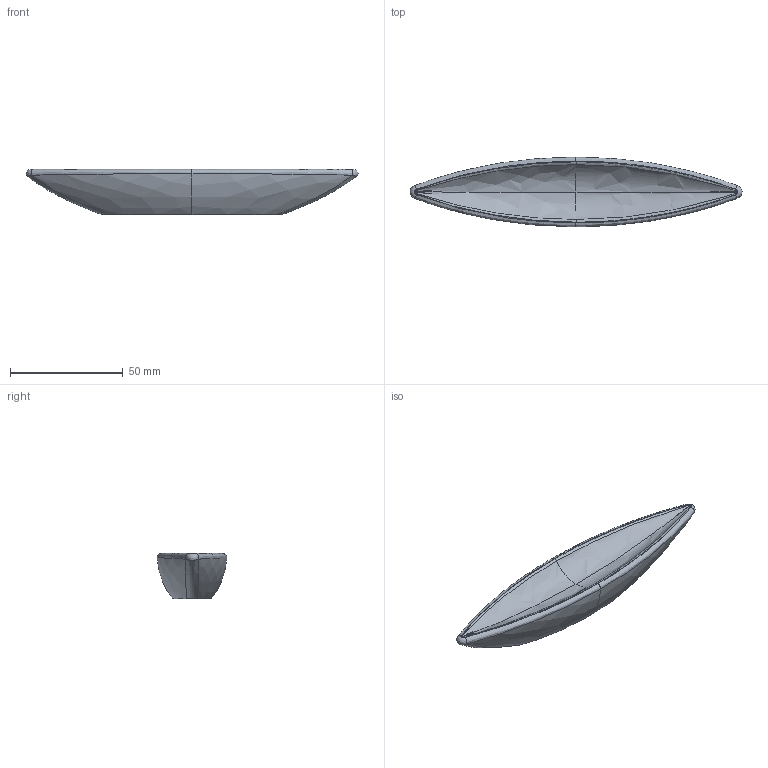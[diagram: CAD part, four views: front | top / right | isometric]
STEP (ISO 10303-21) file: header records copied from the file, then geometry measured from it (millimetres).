
FILE_DESCRIPTION(('Creo Elements/Direct Modeling STEP Export'),'2;1');
FILE_NAME('SP78-147.stp','2024-04-23T12:49:17',(''),(''),'Creo Elements/Direct Modeling STEP processor for AP214 (Solid Model)','Creo Elements/Direct Modeling 20.0 12-Nov-2016 (C) Parametric Technology GmbH','');
FILE_SCHEMA(('AUTOMOTIVE_DESIGN { 1 0 10303 214 1 1 1 1 }'));
Length unit declared in the file: millimetre
Products named in the file (4): Muffe.01; Muffe; Griff_2.01.01; SP78-147
Assembly tree (3 placements, depth 2):
  SP78-147
    Griff_2.01.01
    Muffe
    Muffe.01
Bounding box: 146.97 x 30.89 x 20 mm (x, y, z)
Volume: 37531.5 mm3; surface area: 11573.8 mm2
Topology: 3 solids, 3 shells, 118 faces, 287 edges, 184 vertices
Faces by surface type: plane 66, bspline 20, cylinder 16, cone 16
Entity records: 34965 total; most frequent: CARTESIAN_POINT 32482, ORIENTED_EDGE 562, DIRECTION 348, EDGE_CURVE 281, VERTEX_POINT 184, EDGE_LOOP 133, VECTOR 128, LINE 128
